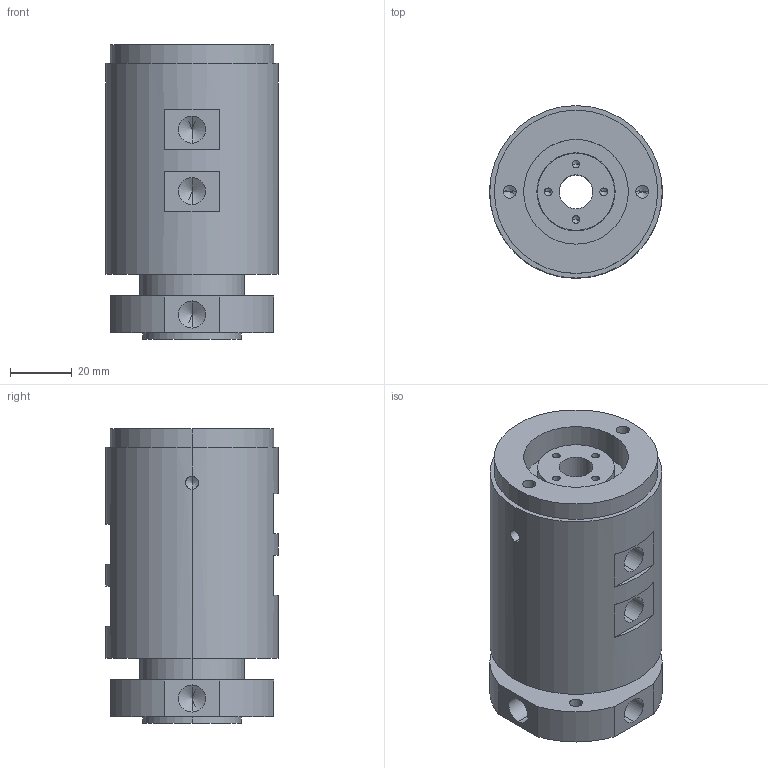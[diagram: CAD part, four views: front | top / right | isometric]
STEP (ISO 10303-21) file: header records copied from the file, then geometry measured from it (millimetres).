
FILE_DESCRIPTION (( 'STEP AP203' ), '1' );
FILE_NAME ('RX00812003--RQ400F-01.STEP', '2020-08-13T08:36:32', ( '微软用户' ), ( '微软中国' ), 'SwSTEP 2.0', 'SolidWorks 2014', '' );
FILE_SCHEMA (( 'CONFIG_CONTROL_DESIGN' ));
Length unit declared in the file: millimetre
Products named in the file (1): RX00812003--RQ400F-01
Bounding box: 56 x 56 x 95.5 mm (x, y, z)
Volume: 196843.9 mm3; surface area: 32094.5 mm2
Topology: 1 solids, 1 shells, 117 faces, 282 edges, 160 vertices
Faces by surface type: cylinder 60, cone 32, plane 25
Entity records: 3389 total; most frequent: CARTESIAN_POINT 640, DIRECTION 606, ORIENTED_EDGE 500, EDGE_CURVE 250, AXIS2_PLACEMENT_3D 242, VERTEX_POINT 160, EDGE_LOOP 152, CIRCLE 124
